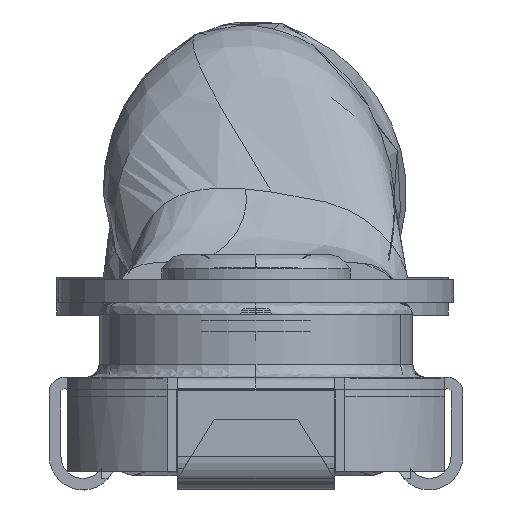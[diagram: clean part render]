
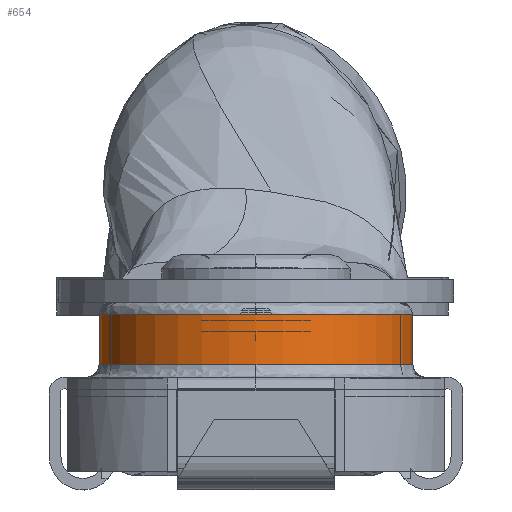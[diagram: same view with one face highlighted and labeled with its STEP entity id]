
A CAD part, front view. The second image highlights one B-rep face of the part: STEP entity #654.
In plain terms, the highlighted cylindrical face has radius 3.175 mm (diameter 6.35 mm), a partial arc.
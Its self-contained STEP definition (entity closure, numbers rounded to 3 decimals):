
#32 = CARTESIAN_POINT ( 'NONE',  ( 2.141, 3.963, -2.734 ) ) ;
#290 = EDGE_CURVE ( 'NONE', #2026, #4280, #1988, .T. ) ;
#412 = EDGE_CURVE ( 'NONE', #14977, #11721, #11486, .T. ) ;
#654 = ADVANCED_FACE ( 'NONE', ( #5776 ), #8960, .T. ) ;
#1529 = ORIENTED_EDGE ( 'NONE', *, *, #3768, .T. ) ;
#1988 = LINE ( 'NONE', #6691, #9184 ) ;
#1992 = DIRECTION ( 'NONE',  ( 0., 0., 1. ) ) ;
#2026 = VERTEX_POINT ( 'NONE', #9408 ) ;
#3433 = CARTESIAN_POINT ( 'NONE',  ( 2.141, 7.138, -2.988 ) ) ;
#3768 = EDGE_CURVE ( 'NONE', #7074, #14977, #11651, .T. ) ;
#4273 = VECTOR ( 'NONE', #15009, 1000. ) ;
#4280 = VERTEX_POINT ( 'NONE', #7647 ) ;
#4616 = AXIS2_PLACEMENT_3D ( 'NONE', #6474, #15813, #7836 ) ;
#5063 = CIRCLE ( 'NONE', #5296, 3.175 ) ;
#5296 = AXIS2_PLACEMENT_3D ( 'NONE', #15898, #7926, #17234 ) ;
#5402 = CARTESIAN_POINT ( 'NONE',  ( 2.141, 3.963, -4.004 ) ) ;
#5755 = ORIENTED_EDGE ( 'NONE', *, *, #9425, .F. ) ;
#5776 = FACE_OUTER_BOUND ( 'NONE', #9196, .T. ) ;
#5958 = ORIENTED_EDGE ( 'NONE', *, *, #412, .T. ) ;
#6180 = CARTESIAN_POINT ( 'NONE',  ( 2.141, 3.963, -2.988 ) ) ;
#6279 = AXIS2_PLACEMENT_3D ( 'NONE', #32, #1992, #17043 ) ;
#6474 = CARTESIAN_POINT ( 'NONE',  ( 2.141, 3.963, -2.988 ) ) ;
#6691 = CARTESIAN_POINT ( 'NONE',  ( 5.316, 3.963, -2.734 ) ) ;
#6776 = DIRECTION ( 'NONE',  ( 1., 0., 0. ) ) ;
#7074 = VERTEX_POINT ( 'NONE', #9307 ) ;
#7087 = DIRECTION ( 'NONE',  ( 0., 0., 1. ) ) ;
#7454 = ORIENTED_EDGE ( 'NONE', *, *, #11428, .T. ) ;
#7556 = DIRECTION ( 'NONE',  ( 0., -1., 0. ) ) ;
#7647 = CARTESIAN_POINT ( 'NONE',  ( 5.316, 3.963, -2.988 ) ) ;
#7836 = DIRECTION ( 'NONE',  ( 0., -1., 0. ) ) ;
#7926 = DIRECTION ( 'NONE',  ( 0., 0., 1. ) ) ;
#8129 = CARTESIAN_POINT ( 'NONE',  ( -1.034, 3.963, -2.734 ) ) ;
#8960 = CYLINDRICAL_SURFACE ( 'NONE', #6279, 3.175 ) ;
#9184 = VECTOR ( 'NONE', #7087, 1000. ) ;
#9196 = EDGE_LOOP ( 'NONE', ( #7454, #1529, #5958, #13959, #5755, #10679 ) ) ;
#9307 = CARTESIAN_POINT ( 'NONE',  ( 2.141, 7.138, -4.004 ) ) ;
#9408 = CARTESIAN_POINT ( 'NONE',  ( 5.316, 3.963, -4.004 ) ) ;
#9425 = EDGE_CURVE ( 'NONE', #4280, #11860, #15590, .T. ) ;
#10679 = ORIENTED_EDGE ( 'NONE', *, *, #290, .F. ) ;
#11423 = AXIS2_PLACEMENT_3D ( 'NONE', #6180, #15545, #7556 ) ;
#11428 = EDGE_CURVE ( 'NONE', #2026, #7074, #5063, .T. ) ;
#11486 = LINE ( 'NONE', #8129, #4273 ) ;
#11651 = CIRCLE ( 'NONE', #13063, 3.175 ) ;
#11721 = VERTEX_POINT ( 'NONE', #16230 ) ;
#11860 = VERTEX_POINT ( 'NONE', #3433 ) ;
#12029 = EDGE_CURVE ( 'NONE', #11860, #11721, #15346, .T. ) ;
#12112 = CARTESIAN_POINT ( 'NONE',  ( -1.034, 3.963, -4.004 ) ) ;
#13063 = AXIS2_PLACEMENT_3D ( 'NONE', #5402, #14806, #6776 ) ;
#13959 = ORIENTED_EDGE ( 'NONE', *, *, #12029, .F. ) ;
#14806 = DIRECTION ( 'NONE',  ( 0., 0., 1. ) ) ;
#14977 = VERTEX_POINT ( 'NONE', #12112 ) ;
#15009 = DIRECTION ( 'NONE',  ( 0., 0., 1. ) ) ;
#15346 = CIRCLE ( 'NONE', #4616, 3.175 ) ;
#15545 = DIRECTION ( 'NONE',  ( 0., 0., 1. ) ) ;
#15590 = CIRCLE ( 'NONE', #11423, 3.175 ) ;
#15813 = DIRECTION ( 'NONE',  ( 0., 0., 1. ) ) ;
#15898 = CARTESIAN_POINT ( 'NONE',  ( 2.141, 3.963, -4.004 ) ) ;
#16230 = CARTESIAN_POINT ( 'NONE',  ( -1.034, 3.963, -2.988 ) ) ;
#17043 = DIRECTION ( 'NONE',  ( 1., 0., 0. ) ) ;
#17234 = DIRECTION ( 'NONE',  ( 1., 0., 0. ) ) ;
